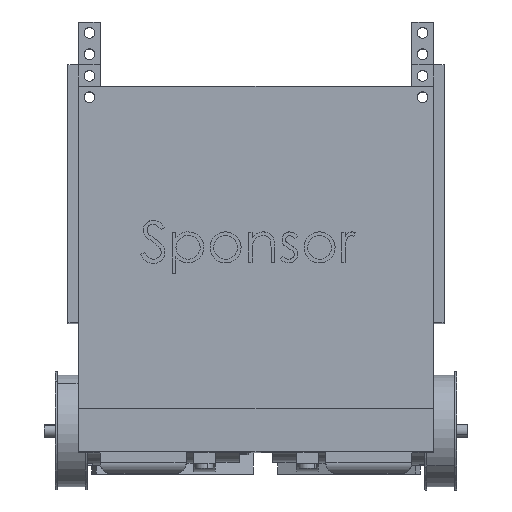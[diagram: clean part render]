
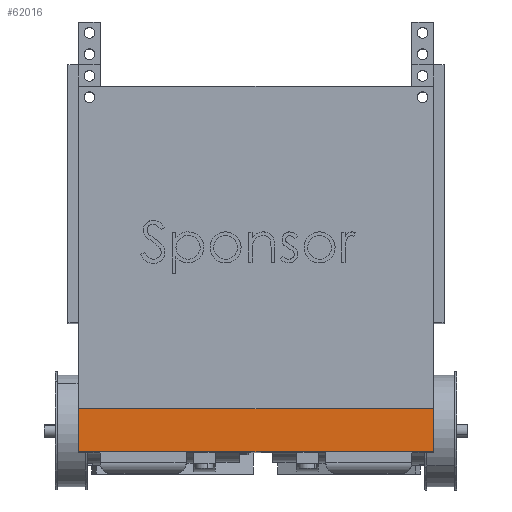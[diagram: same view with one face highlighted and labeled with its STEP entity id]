
A CAD part, top view. The second image highlights one B-rep face of the part: STEP entity #62016.
In plain terms, the highlighted planar face has unit normal (0, 0, 1).
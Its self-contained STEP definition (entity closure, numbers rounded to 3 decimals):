
#1687 = VECTOR ( 'NONE', #20497, 1000. ) ;
#2110 = FACE_OUTER_BOUND ( 'NONE', #5359, .T. ) ;
#2551 = CARTESIAN_POINT ( 'NONE',  ( -82.5, 30., 82.5 ) ) ;
#4215 = ORIENTED_EDGE ( 'NONE', *, *, #61117, .T. ) ;
#5359 = EDGE_LOOP ( 'NONE', ( #8823, #66648, #15945, #4215 ) ) ;
#6179 = CARTESIAN_POINT ( 'NONE',  ( 82.5, 30., 82.5 ) ) ;
#7013 = EDGE_CURVE ( 'NONE', #60670, #37324, #55515, .T. ) ;
#7121 = LINE ( 'NONE', #2551, #61761 ) ;
#8823 = ORIENTED_EDGE ( 'NONE', *, *, #12803, .T. ) ;
#9285 = DIRECTION ( 'NONE',  ( 0., -1., 0. ) ) ;
#10956 = PLANE ( 'NONE',  #40951 ) ;
#12803 = EDGE_CURVE ( 'NONE', #52349, #48367, #41754, .T. ) ;
#15945 = ORIENTED_EDGE ( 'NONE', *, *, #7013, .F. ) ;
#20497 = DIRECTION ( 'NONE',  ( 1., 0., 0. ) ) ;
#20811 = CARTESIAN_POINT ( 'NONE',  ( -82.5, 0., 82.5 ) ) ;
#20948 = CARTESIAN_POINT ( 'NONE',  ( 82.5, 30., 82.5 ) ) ;
#23550 = DIRECTION ( 'NONE',  ( 0., -1., 0. ) ) ;
#24364 = VECTOR ( 'NONE', #55282, 1000. ) ;
#28096 = LINE ( 'NONE', #66880, #51281 ) ;
#34965 = CARTESIAN_POINT ( 'NONE',  ( -82.5, 30., 82.5 ) ) ;
#37324 = VERTEX_POINT ( 'NONE', #6179 ) ;
#40951 = AXIS2_PLACEMENT_3D ( 'NONE', #57920, #52826, #57697 ) ;
#41754 = LINE ( 'NONE', #60804, #24364 ) ;
#48367 = VERTEX_POINT ( 'NONE', #52849 ) ;
#51281 = VECTOR ( 'NONE', #9285, 1000. ) ;
#52349 = VERTEX_POINT ( 'NONE', #20811 ) ;
#52826 = DIRECTION ( 'NONE',  ( 0., 0., -1. ) ) ;
#52849 = CARTESIAN_POINT ( 'NONE',  ( 82.5, 0., 82.5 ) ) ;
#55282 = DIRECTION ( 'NONE',  ( 1., 0., 0. ) ) ;
#55515 = LINE ( 'NONE', #20948, #1687 ) ;
#57697 = DIRECTION ( 'NONE',  ( -1., 0., 0. ) ) ;
#57920 = CARTESIAN_POINT ( 'NONE',  ( 82.5, 30., 82.5 ) ) ;
#58693 = EDGE_CURVE ( 'NONE', #37324, #48367, #28096, .T. ) ;
#60670 = VERTEX_POINT ( 'NONE', #34965 ) ;
#60804 = CARTESIAN_POINT ( 'NONE',  ( 82.5, 0., 82.5 ) ) ;
#61117 = EDGE_CURVE ( 'NONE', #60670, #52349, #7121, .T. ) ;
#61761 = VECTOR ( 'NONE', #23550, 1000. ) ;
#62016 = ADVANCED_FACE ( 'NONE', ( #2110 ), #10956, .F. ) ;
#66648 = ORIENTED_EDGE ( 'NONE', *, *, #58693, .F. ) ;
#66880 = CARTESIAN_POINT ( 'NONE',  ( 82.5, 30., 82.5 ) ) ;
